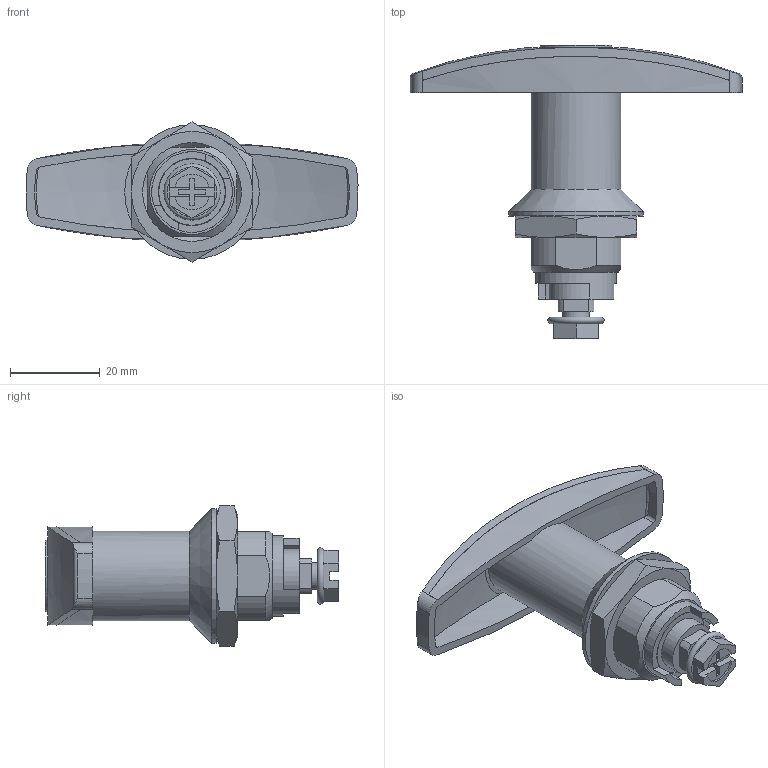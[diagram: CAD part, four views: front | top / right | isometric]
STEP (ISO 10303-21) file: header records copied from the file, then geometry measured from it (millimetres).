
FILE_DESCRIPTION( ( 'STEP AP214' ), '1' );
FILE_NAME( 'K0526.11830_2.stp', '2020-12-08T10:47:38', ( '' ), ( '' ), ' ', 'PARTsolutions', ' ' );
FILE_SCHEMA( ( 'AUTOMOTIVE_DESIGN { 1 0 10303 214 1 1 1 1 }' ) );
Length unit declared in the file: millimetre
Products named in the file (5): K0526.11830_2; _k0526_huelse_22; _k0518_mutter_22; _k0526_betaetigung_T-Griff; _k0522_schraube_6
Assembly tree (4 placements, depth 2):
  K0526.11830_2
    _k0526_huelse_22
    _k0518_mutter_22
    _k0526_betaetigung_T-Griff
    _k0522_schraube_6
Bounding box: 73.93 x 65.3 x 31.18 mm (x, y, z)
Volume: 24639.1 mm3; surface area: 13318.8 mm2
Topology: 4 solids, 4 shells, 159 faces, 404 edges, 260 vertices
Faces by surface type: plane 82, cylinder 42, cone 18, torus 9, bspline 8
Full cylindrical faces by diameter (mm): 4.917 x1, 5.8 x2, 6 x1, 12 x1, 14.8 x1, 15 x1, 16 x1, 18 x1, 19.294 x1, 20 x1, 30 x1
Entity records: 6572 total; most frequent: CARTESIAN_POINT 1543, DIRECTION 752, ORIENTED_EDGE 752, EDGE_CURVE 376, AXIS2_PLACEMENT_3D 290, VERTEX_POINT 253, EDGE_LOOP 194, FACE_OUTER_BOUND 172
